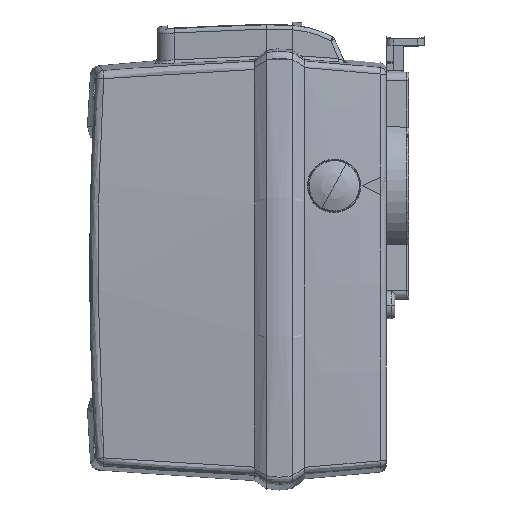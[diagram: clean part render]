
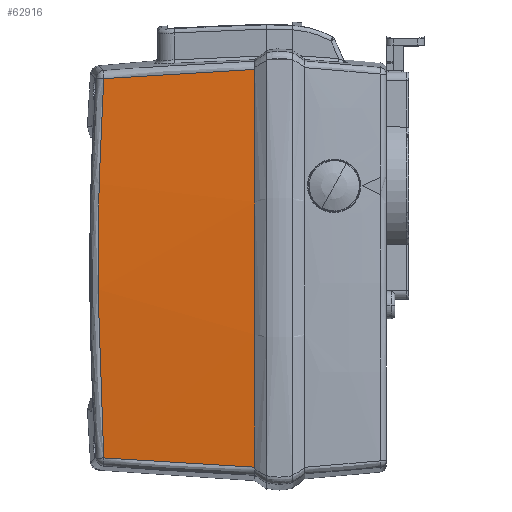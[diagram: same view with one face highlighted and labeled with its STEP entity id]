
A CAD part, front view. The second image highlights one B-rep face of the part: STEP entity #62916.
In plain terms, the highlighted face is a revolution surface.
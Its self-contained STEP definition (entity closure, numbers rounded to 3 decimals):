
#59055=CARTESIAN_POINT('Vertex',(40.402,-54.61,49.37)) ;
#59073=CARTESIAN_POINT('Vertex',(43.117,-57.265,5.829)) ;
#59077=CARTESIAN_POINT('Control Point',(43.117,-57.265,5.829)) ;
#59078=CARTESIAN_POINT('Control Point',(42.851,-57.006,14.559)) ;
#59079=CARTESIAN_POINT('Control Point',(42.447,-56.611,23.283)) ;
#59080=CARTESIAN_POINT('Control Point',(41.904,-56.08,31.996)) ;
#59081=CARTESIAN_POINT('Control Point',(41.222,-55.413,40.694)) ;
#59082=CARTESIAN_POINT('Control Point',(40.402,-54.61,49.37)) ;
#59358=CARTESIAN_POINT('Control Point',(40.402,-54.61,49.37)) ;
#59359=CARTESIAN_POINT('Control Point',(41.43,-34.,50.626)) ;
#59360=CARTESIAN_POINT('Control Point',(41.973,-13.296,51.289)) ;
#59361=CARTESIAN_POINT('Control Point',(42.028,7.443,51.356)) ;
#59362=CARTESIAN_POINT('Control Point',(41.57,29.327,50.797)) ;
#59363=CARTESIAN_POINT('Control Point',(40.572,51.117,49.577)) ;
#59364=CARTESIAN_POINT('Control Point',(40.517,52.281,49.51)) ;
#59365=CARTESIAN_POINT('Control Point',(40.46,53.445,49.441)) ;
#59366=CARTESIAN_POINT('Control Point',(40.402,54.608,49.371)) ;
#59367=CARTESIAN_POINT('Vertex',(40.402,54.608,49.371)) ;
#60252=CARTESIAN_POINT('Control Point',(43.117,57.265,5.829)) ;
#60253=CARTESIAN_POINT('Control Point',(42.851,57.005,14.56)) ;
#60254=CARTESIAN_POINT('Control Point',(42.447,56.61,23.284)) ;
#60255=CARTESIAN_POINT('Control Point',(41.904,56.079,31.997)) ;
#60256=CARTESIAN_POINT('Control Point',(41.222,55.412,40.694)) ;
#60257=CARTESIAN_POINT('Control Point',(40.402,54.608,49.371)) ;
#60258=CARTESIAN_POINT('Vertex',(43.117,57.265,5.829)) ;
#62897=CARTESIAN_POINT('Control Point',(-1917.416,-8.226,0.)) ;
#62898=CARTESIAN_POINT('Control Point',(-1916.991,-8.222,18.39)) ;
#62899=CARTESIAN_POINT('Control Point',(-1915.785,-8.212,36.762)) ;
#62900=CARTESIAN_POINT('Control Point',(-1913.803,-8.196,55.05)) ;
#62901=CARTESIAN_POINT('Axis1P Location',(-936.25,0.,-15.)) ;
#62905=CARTESIAN_POINT('Axis2P3D Location',(-936.25,0.,5.829)) ;
#62902=DIRECTION('Axis1P Direction',(0.,0.,-1.)) ;
#62906=DIRECTION('Axis2P3D Direction',(0.,0.,1.)) ;
#62907=AXIS2_PLACEMENT_3D('Circle Axis2P3D',#62905,#62906,$) ;
#62911=ORIENTED_EDGE('',*,*,#59369,.T.) ;
#62912=ORIENTED_EDGE('',*,*,#59083,.T.) ;
#62913=ORIENTED_EDGE('',*,*,#62909,.F.) ;
#62914=ORIENTED_EDGE('',*,*,#60260,.T.) ;
#62916=ADVANCED_FACE('',(#62915),#62904,.F.) ;
#62903=AXIS1_PLACEMENT('Revolution Surface Axis1P',#62901,#62902) ;
#59076=B_SPLINE_CURVE_WITH_KNOTS('',5,(#59077,#59078,#59079,#59080,#59081,#59082),.UNSPECIFIED.,.F.,.U.,(6,6),(12.888,74.695),.UNSPECIFIED.) ;
#59357=B_SPLINE_CURVE_WITH_KNOTS('',5,(#59358,#59359,#59360,#59361,#59362,#59363,#59364,#59365,#59366),.UNSPECIFIED.,.F.,.U.,(6,3,6),(30.155,139.527,145.701),.UNSPECIFIED.) ;
#60251=B_SPLINE_CURVE_WITH_KNOTS('',5,(#60252,#60253,#60254,#60255,#60256,#60257),.UNSPECIFIED.,.F.,.U.,(6,6),(12.864,74.647),.UNSPECIFIED.) ;
#62896=B_SPLINE_CURVE_WITH_KNOTS('',3,(#62897,#62898,#62899,#62900),.UNSPECIFIED.,.F.,.U.,(4,4),(15.001,70.186),.UNSPECIFIED.) ;
#62908=CIRCLE('generated circle',#62907,981.039) ;
#59083=EDGE_CURVE('',#59056,#59074,#59076,.F.) ;
#59369=EDGE_CURVE('',#59368,#59056,#59357,.F.) ;
#60260=EDGE_CURVE('',#60259,#59368,#60251,.T.) ;
#62909=EDGE_CURVE('',#60259,#59074,#62908,.F.) ;
#62910=EDGE_LOOP('',(#62911,#62912,#62913,#62914)) ;
#62915=FACE_OUTER_BOUND('',#62910,.T.) ;
#62904=SURFACE_OF_REVOLUTION('homeo Torus',#62896,#62903) ;
#59056=VERTEX_POINT('',#59055) ;
#59074=VERTEX_POINT('',#59073) ;
#59368=VERTEX_POINT('',#59367) ;
#60259=VERTEX_POINT('',#60258) ;
